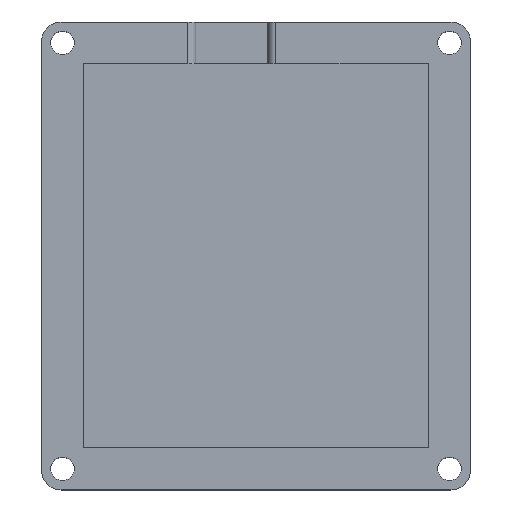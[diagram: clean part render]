
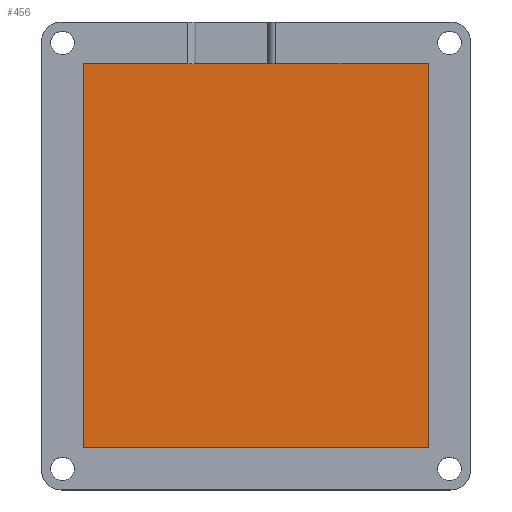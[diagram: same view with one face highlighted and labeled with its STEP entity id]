
A CAD part, top view. The second image highlights one B-rep face of the part: STEP entity #456.
In plain terms, the highlighted planar face has unit normal (0, 0, 1).
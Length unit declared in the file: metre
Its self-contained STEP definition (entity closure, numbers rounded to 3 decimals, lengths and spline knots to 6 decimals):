
#126=ORIENTED_EDGE('',*,*,#191,.F.);
#127=ORIENTED_EDGE('',*,*,#184,.T.);
#128=ORIENTED_EDGE('',*,*,#210,.T.);
#129=ORIENTED_EDGE('',*,*,#197,.F.);
#184=EDGE_CURVE('',#246,#247,#288,.T.);
#191=EDGE_CURVE('',#246,#253,#294,.T.);
#197=EDGE_CURVE('',#253,#258,#299,.T.);
#210=EDGE_CURVE('',#247,#258,#306,.T.);
#246=VERTEX_POINT('',#697);
#247=VERTEX_POINT('',#698);
#253=VERTEX_POINT('',#712);
#258=VERTEX_POINT('',#724);
#288=LINE('',#696,#330);
#294=LINE('',#711,#336);
#299=LINE('',#723,#341);
#306=LINE('',#753,#348);
#330=VECTOR('',#553,1.);
#336=VECTOR('',#563,1.);
#341=VECTOR('',#572,1.);
#348=VECTOR('',#601,1.);
#382=EDGE_LOOP('',(#126,#127,#128,#129));
#418=FACE_BOUND('',#382,.T.);
#438=PLANE('',#513);
#456=ADVANCED_FACE('',(#418),#438,.T.);
#513=AXIS2_PLACEMENT_3D('',#772,#631,#632);
#553=DIRECTION('',(0.,-1.,0.));
#563=DIRECTION('',(1.,0.,0.));
#572=DIRECTION('',(0.,-1.,0.));
#601=DIRECTION('',(1.,0.,0.));
#631=DIRECTION('',(0.,0.,1.));
#632=DIRECTION('',(1.,0.,0.));
#696=CARTESIAN_POINT('',(-0.04425,0.,0.003));
#697=CARTESIAN_POINT('',(-0.04425,0.04925,0.003));
#698=CARTESIAN_POINT('',(-0.04425,-0.04925,0.003));
#711=CARTESIAN_POINT('',(0.,0.04925,0.003));
#712=CARTESIAN_POINT('',(0.04425,0.04925,0.003));
#723=CARTESIAN_POINT('',(0.04425,0.,0.003));
#724=CARTESIAN_POINT('',(0.04425,-0.04925,0.003));
#753=CARTESIAN_POINT('',(0.,-0.04925,0.003));
#772=CARTESIAN_POINT('',(0.,0.,0.003));
